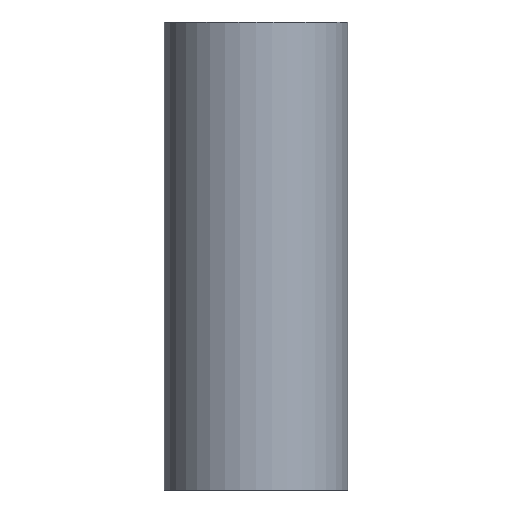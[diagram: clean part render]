
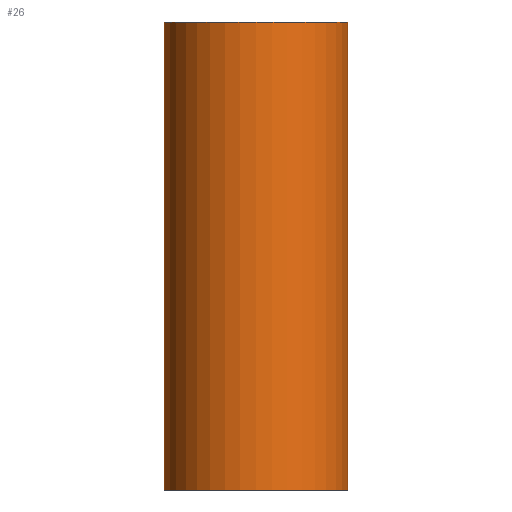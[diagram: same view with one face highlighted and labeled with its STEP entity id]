
A CAD part, front view. The second image highlights one B-rep face of the part: STEP entity #26.
In plain terms, the highlighted cylindrical face has radius 17.462 mm (diameter 34.925 mm), a partial arc.
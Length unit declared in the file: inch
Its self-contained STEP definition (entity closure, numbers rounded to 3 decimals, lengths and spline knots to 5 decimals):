
#1 = VECTOR ( 'NONE', #58, 39.37008 ) ;
#4 = DIRECTION ( 'NONE',  ( 0., 0., 1. ) ) ;
#26 = ADVANCED_FACE ( 'NONE', ( #135 ), #197, .T. ) ;
#30 = AXIS2_PLACEMENT_3D ( 'NONE', #239, #4, #138 ) ;
#41 = DIRECTION ( 'NONE',  ( 0., 0., -1. ) ) ;
#47 = AXIS2_PLACEMENT_3D ( 'NONE', #98, #181, #214 ) ;
#50 = EDGE_CURVE ( 'NONE', #87, #115, #112, .T. ) ;
#56 = EDGE_LOOP ( 'NONE', ( #133, #122, #195, #233 ) ) ;
#58 = DIRECTION ( 'NONE',  ( 0., 0., -1. ) ) ;
#69 = EDGE_CURVE ( 'NONE', #172, #132, #193, .T. ) ;
#77 = CARTESIAN_POINT ( 'NONE',  ( 0.6875, 0., 0. ) ) ;
#87 = VERTEX_POINT ( 'NONE', #213 ) ;
#93 = CARTESIAN_POINT ( 'NONE',  ( 0., 0., 3.5 ) ) ;
#94 = CARTESIAN_POINT ( 'NONE',  ( -0.6875, 0., 0. ) ) ;
#98 = CARTESIAN_POINT ( 'NONE',  ( 0., 0., 3.5 ) ) ;
#104 = AXIS2_PLACEMENT_3D ( 'NONE', #93, #235, #231 ) ;
#109 = VECTOR ( 'NONE', #41, 39.37008 ) ;
#112 = LINE ( 'NONE', #196, #109 ) ;
#115 = VERTEX_POINT ( 'NONE', #77 ) ;
#119 = EDGE_CURVE ( 'NONE', #172, #87, #128, .T. ) ;
#122 = ORIENTED_EDGE ( 'NONE', *, *, #119, .F. ) ;
#128 = CIRCLE ( 'NONE', #104, 0.6875 ) ;
#132 = VERTEX_POINT ( 'NONE', #94 ) ;
#133 = ORIENTED_EDGE ( 'NONE', *, *, #50, .F. ) ;
#135 = FACE_OUTER_BOUND ( 'NONE', #56, .T. ) ;
#137 = CIRCLE ( 'NONE', #30, 0.6875 ) ;
#138 = DIRECTION ( 'NONE',  ( 1., 0., 0. ) ) ;
#146 = EDGE_CURVE ( 'NONE', #132, #115, #137, .T. ) ;
#172 = VERTEX_POINT ( 'NONE', #215 ) ;
#181 = DIRECTION ( 'NONE',  ( 0., 0., -1. ) ) ;
#193 = LINE ( 'NONE', #232, #1 ) ;
#195 = ORIENTED_EDGE ( 'NONE', *, *, #69, .T. ) ;
#196 = CARTESIAN_POINT ( 'NONE',  ( 0.6875, 0., 3.5 ) ) ;
#197 = CYLINDRICAL_SURFACE ( 'NONE', #47, 0.6875 ) ;
#213 = CARTESIAN_POINT ( 'NONE',  ( 0.6875, 0., 3.5 ) ) ;
#214 = DIRECTION ( 'NONE',  ( -1., 0., 0. ) ) ;
#215 = CARTESIAN_POINT ( 'NONE',  ( -0.6875, 0., 3.5 ) ) ;
#231 = DIRECTION ( 'NONE',  ( 1., 0., 0. ) ) ;
#232 = CARTESIAN_POINT ( 'NONE',  ( -0.6875, 0., 3.5 ) ) ;
#233 = ORIENTED_EDGE ( 'NONE', *, *, #146, .T. ) ;
#235 = DIRECTION ( 'NONE',  ( 0., 0., 1. ) ) ;
#239 = CARTESIAN_POINT ( 'NONE',  ( 0., 0., 0. ) ) ;
